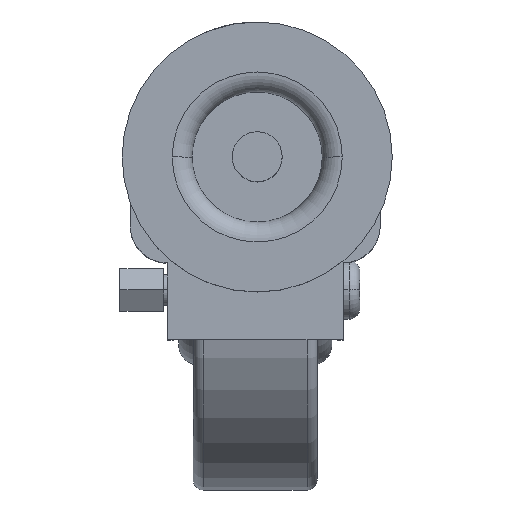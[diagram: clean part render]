
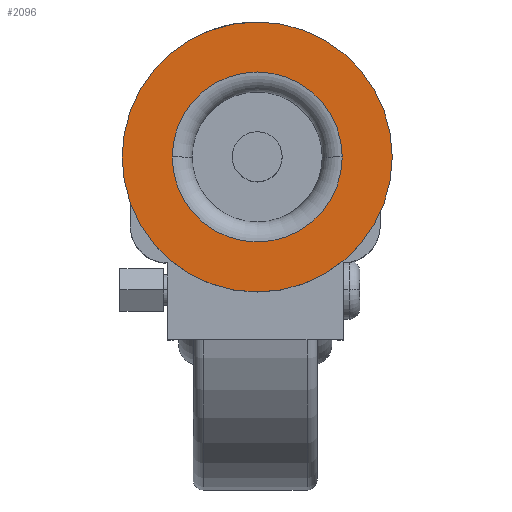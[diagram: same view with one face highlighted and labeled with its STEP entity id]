
A CAD part, top view. The second image highlights one B-rep face of the part: STEP entity #2096.
In plain terms, the highlighted planar face has unit normal (0, 0, 1).
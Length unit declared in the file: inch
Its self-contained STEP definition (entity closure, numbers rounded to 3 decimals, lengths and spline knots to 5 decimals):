
#1928=CARTESIAN_POINT('',(1.37554,1.3244,4.982));
#1929=VERTEX_POINT('',#1928);
#1945=CARTESIAN_POINT('',(-1.32446,1.3244,4.982));
#1946=VERTEX_POINT('',#1945);
#1953=CARTESIAN_POINT('',(0.02554,1.3244,4.982));
#1954=DIRECTION('',(0.0,0.0,1.0));
#1955=DIRECTION('',(1.0,0.0,0.0));
#1956=AXIS2_PLACEMENT_3D('',#1953,#1954,#1955);
#1957=CIRCLE('',#1956,1.35);
#1958=EDGE_CURVE('',#1929,#1946,#1957,.T.);
#1968=CARTESIAN_POINT('',(-0.82446,1.3244,4.982));
#1969=VERTEX_POINT('',#1968);
#1979=CARTESIAN_POINT('',(0.87554,1.3244,4.982));
#1980=VERTEX_POINT('',#1979);
#1981=CARTESIAN_POINT('',(0.02554,1.3244,4.982));
#1982=DIRECTION('',(0.0,0.0,1.0));
#1983=DIRECTION('',(-1.0,0.0,0.0));
#1984=AXIS2_PLACEMENT_3D('',#1981,#1982,#1983);
#1985=CIRCLE('',#1984,0.85);
#1986=EDGE_CURVE('',#1969,#1980,#1985,.T.);
#2067=CARTESIAN_POINT('',(0.02554,1.3244,4.982));
#2068=DIRECTION('',(0.0,0.0,1.0));
#2069=DIRECTION('',(-1.0,0.0,0.0));
#2070=AXIS2_PLACEMENT_3D('',#2067,#2068,#2069);
#2071=CIRCLE('',#2070,0.85);
#2072=EDGE_CURVE('',#1980,#1969,#2071,.T.);
#2077=CARTESIAN_POINT('',(0.02554,1.3244,4.982));
#2078=DIRECTION('',(0.0,0.0,1.0));
#2079=DIRECTION('',(-1.0,0.0,0.0));
#2080=AXIS2_PLACEMENT_3D('',#2077,#2078,#2079);
#2081=PLANE('',#2080);
#2082=ORIENTED_EDGE('',*,*,#1958,.T.);
#2083=CARTESIAN_POINT('',(0.02554,1.3244,4.982));
#2084=DIRECTION('',(0.0,0.0,1.0));
#2085=DIRECTION('',(1.0,0.0,0.0));
#2086=AXIS2_PLACEMENT_3D('',#2083,#2084,#2085);
#2087=CIRCLE('',#2086,1.35);
#2088=EDGE_CURVE('',#1946,#1929,#2087,.T.);
#2089=ORIENTED_EDGE('',*,*,#2088,.T.);
#2090=EDGE_LOOP('',(#2082,#2089));
#2091=FACE_OUTER_BOUND('',#2090,.T.);
#2092=ORIENTED_EDGE('',*,*,#2072,.F.);
#2093=ORIENTED_EDGE('',*,*,#1986,.F.);
#2094=EDGE_LOOP('',(#2092,#2093));
#2095=FACE_BOUND('',#2094,.T.);
#2096=ADVANCED_FACE('',(#2091,#2095),#2081,.T.);
